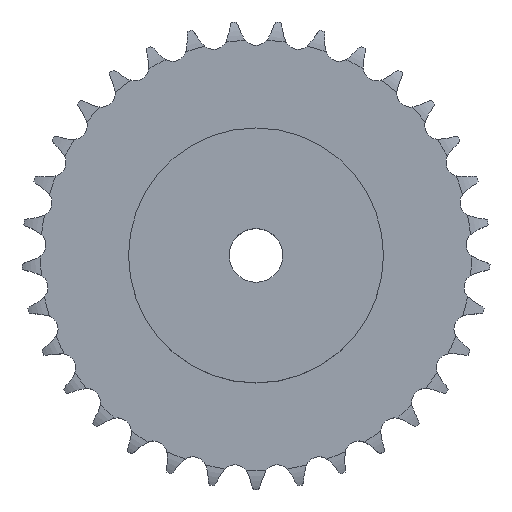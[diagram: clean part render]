
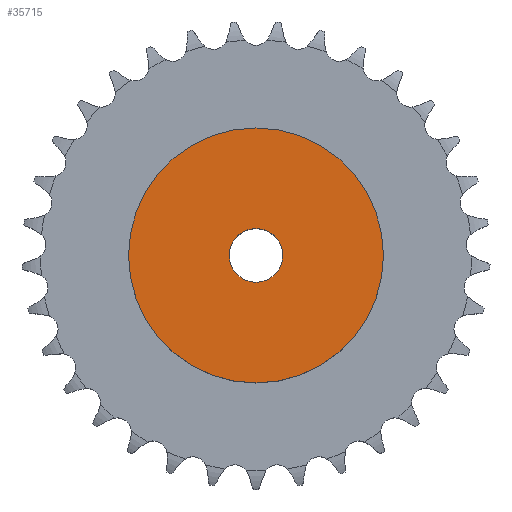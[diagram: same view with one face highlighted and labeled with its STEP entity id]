
A CAD part, top view. The second image highlights one B-rep face of the part: STEP entity #35715.
In plain terms, the highlighted planar face has unit normal (0, 0, 1).
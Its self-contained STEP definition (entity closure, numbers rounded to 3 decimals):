
#4176 = CYLINDRICAL_SURFACE('',#4177,47.5);
#4177 = AXIS2_PLACEMENT_3D('',#4178,#4179,#4180);
#4178 = CARTESIAN_POINT('',(0.,0.,0.));
#4179 = DIRECTION('',(-0.,-0.,-1.));
#4180 = DIRECTION('',(1.,0.,0.));
#22310 = VERTEX_POINT('',#22311);
#22311 = CARTESIAN_POINT('',(47.5,0.,35.));
#22332 = EDGE_CURVE('',#22310,#22310,#22333,.T.);
#22333 = SURFACE_CURVE('',#22334,(#22339,#22346),.PCURVE_S1.);
#22334 = CIRCLE('',#22335,47.5);
#22335 = AXIS2_PLACEMENT_3D('',#22336,#22337,#22338);
#22336 = CARTESIAN_POINT('',(0.,0.,35.));
#22337 = DIRECTION('',(0.,0.,1.));
#22338 = DIRECTION('',(1.,0.,0.));
#22339 = PCURVE('',#4176,#22340);
#22340 = DEFINITIONAL_REPRESENTATION('',(#22341),#22345);
#22341 = LINE('',#22342,#22343);
#22342 = CARTESIAN_POINT('',(-0.,-35.));
#22343 = VECTOR('',#22344,1.);
#22344 = DIRECTION('',(-1.,0.));
#22345 = ( GEOMETRIC_REPRESENTATION_CONTEXT(2) 
PARAMETRIC_REPRESENTATION_CONTEXT() REPRESENTATION_CONTEXT('2D SPACE',''
  ) );
#22346 = PCURVE('',#22347,#22352);
#22347 = PLANE('',#22348);
#22348 = AXIS2_PLACEMENT_3D('',#22349,#22350,#22351);
#22349 = CARTESIAN_POINT('',(0.,0.,35.)
  );
#22350 = DIRECTION('',(0.,0.,1.));
#22351 = DIRECTION('',(1.,0.,0.));
#22352 = DEFINITIONAL_REPRESENTATION('',(#22353),#22357);
#22353 = CIRCLE('',#22354,47.5);
#22354 = AXIS2_PLACEMENT_2D('',#22355,#22356);
#22355 = CARTESIAN_POINT('',(0.,0.));
#22356 = DIRECTION('',(1.,0.));
#22357 = ( GEOMETRIC_REPRESENTATION_CONTEXT(2) 
PARAMETRIC_REPRESENTATION_CONTEXT() REPRESENTATION_CONTEXT('2D SPACE',''
  ) );
#30296 = CYLINDRICAL_SURFACE('',#30297,10.);
#30297 = AXIS2_PLACEMENT_3D('',#30298,#30299,#30300);
#30298 = CARTESIAN_POINT('',(0.,0.,264.353));
#30299 = DIRECTION('',(0.,0.,1.));
#30300 = DIRECTION('',(1.,0.,0.));
#35715 = ADVANCED_FACE('',(#35716,#35719),#22347,.T.);
#35716 = FACE_BOUND('',#35717,.T.);
#35717 = EDGE_LOOP('',(#35718));
#35718 = ORIENTED_EDGE('',*,*,#22332,.T.);
#35719 = FACE_BOUND('',#35720,.T.);
#35720 = EDGE_LOOP('',(#35721));
#35721 = ORIENTED_EDGE('',*,*,#35722,.F.);
#35722 = EDGE_CURVE('',#35723,#35723,#35725,.T.);
#35723 = VERTEX_POINT('',#35724);
#35724 = CARTESIAN_POINT('',(10.,0.,35.));
#35725 = SURFACE_CURVE('',#35726,(#35731,#35738),.PCURVE_S1.);
#35726 = CIRCLE('',#35727,10.);
#35727 = AXIS2_PLACEMENT_3D('',#35728,#35729,#35730);
#35728 = CARTESIAN_POINT('',(0.,0.,35.));
#35729 = DIRECTION('',(0.,0.,1.));
#35730 = DIRECTION('',(1.,0.,0.));
#35731 = PCURVE('',#22347,#35732);
#35732 = DEFINITIONAL_REPRESENTATION('',(#35733),#35737);
#35733 = CIRCLE('',#35734,10.);
#35734 = AXIS2_PLACEMENT_2D('',#35735,#35736);
#35735 = CARTESIAN_POINT('',(0.,0.));
#35736 = DIRECTION('',(1.,0.));
#35737 = ( GEOMETRIC_REPRESENTATION_CONTEXT(2) 
PARAMETRIC_REPRESENTATION_CONTEXT() REPRESENTATION_CONTEXT('2D SPACE',''
  ) );
#35738 = PCURVE('',#30296,#35739);
#35739 = DEFINITIONAL_REPRESENTATION('',(#35740),#35744);
#35740 = LINE('',#35741,#35742);
#35741 = CARTESIAN_POINT('',(0.,-229.353));
#35742 = VECTOR('',#35743,1.);
#35743 = DIRECTION('',(1.,0.));
#35744 = ( GEOMETRIC_REPRESENTATION_CONTEXT(2) 
PARAMETRIC_REPRESENTATION_CONTEXT() REPRESENTATION_CONTEXT('2D SPACE',''
  ) );
